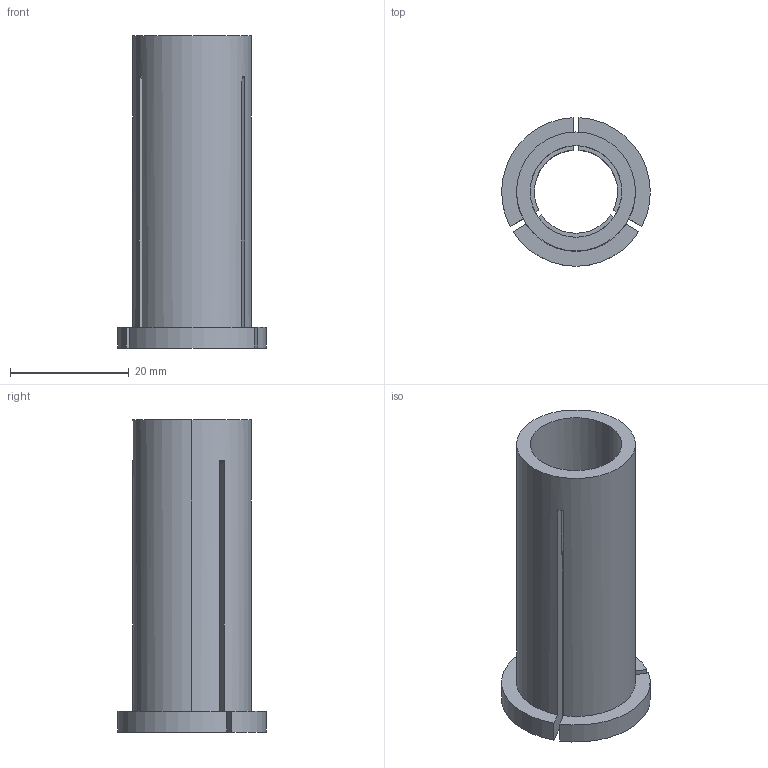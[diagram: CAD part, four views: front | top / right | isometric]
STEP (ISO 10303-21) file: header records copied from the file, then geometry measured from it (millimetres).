
FILE_DESCRIPTION (( 'STEP AP203' ), '1' );
FILE_NAME ('STP-84120-14.STEP', '2017-04-06T06:34:06', ( 'user' ), ( '' ), 'SwSTEP 2.0', 'SolidWorks 2015', '' );
FILE_SCHEMA (( 'CONFIG_CONTROL_DESIGN' ));
Length unit declared in the file: millimetre
Products named in the file (1): STP-84120-14
Bounding box: 25 x 24.99 x 52.5 mm (x, y, z)
Volume: 8054.9 mm3; surface area: 6946.8 mm2
Topology: 1 solids, 1 shells, 31 faces, 90 edges, 60 vertices
Faces by surface type: plane 16, cylinder 15
Entity records: 1130 total; most frequent: CARTESIAN_POINT 203, DIRECTION 184, ORIENTED_EDGE 180, EDGE_CURVE 90, AXIS2_PLACEMENT_3D 68, VERTEX_POINT 60, LINE 48, VECTOR 48
